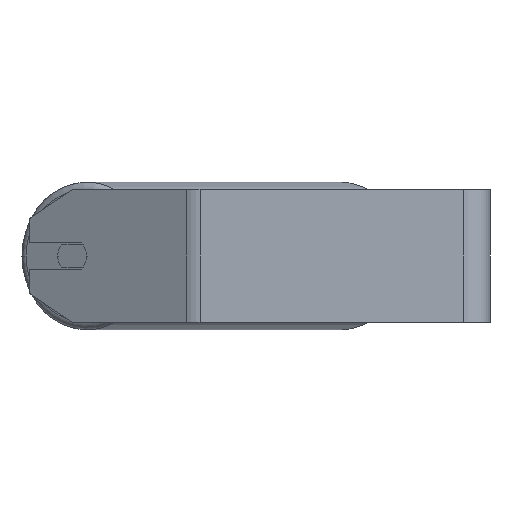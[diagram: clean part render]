
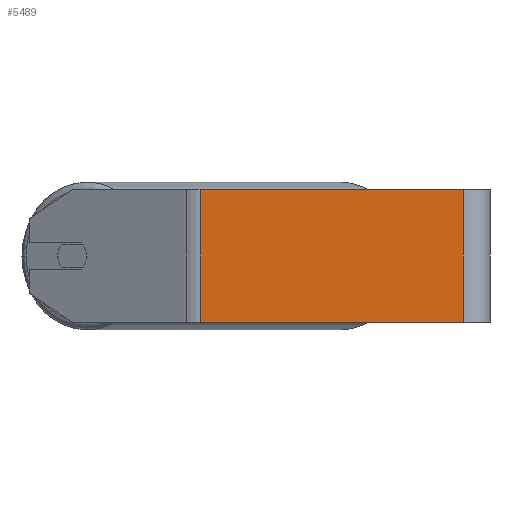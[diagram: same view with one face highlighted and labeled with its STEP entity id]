
A CAD part, left-side view. The second image highlights one B-rep face of the part: STEP entity #5489.
In plain terms, the highlighted planar face has unit normal (-1, 0, 0).
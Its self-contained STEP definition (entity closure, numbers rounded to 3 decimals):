
#200 = EDGE_CURVE ( 'NONE', #2332, #2663, #2543, .T. ) ;
#261 = DIRECTION ( 'NONE',  ( 0., 0., -1. ) ) ;
#708 = EDGE_CURVE ( 'NONE', #2663, #4221, #3285, .T. ) ;
#846 = CARTESIAN_POINT ( 'NONE',  ( -350., 174.679, -40. ) ) ;
#1252 = ORIENTED_EDGE ( 'NONE', *, *, #708, .T. ) ;
#1413 = CARTESIAN_POINT ( 'NONE',  ( -350., 178.966, 40. ) ) ;
#1679 = CARTESIAN_POINT ( 'NONE',  ( -350., 178.966, 40. ) ) ;
#1955 = FACE_OUTER_BOUND ( 'NONE', #4391, .T. ) ;
#2203 = DIRECTION ( 'NONE',  ( 0., -1., 0. ) ) ;
#2332 = VERTEX_POINT ( 'NONE', #6823 ) ;
#2468 = EDGE_CURVE ( 'NONE', #2332, #6007, #6470, .T. ) ;
#2481 = VECTOR ( 'NONE', #261, 1000. ) ;
#2539 = CARTESIAN_POINT ( 'NONE',  ( -350., 16., 40. ) ) ;
#2543 = LINE ( 'NONE', #6882, #3499 ) ;
#2646 = EDGE_CURVE ( 'NONE', #6007, #4221, #5094, .T. ) ;
#2663 = VERTEX_POINT ( 'NONE', #846 ) ;
#2711 = CARTESIAN_POINT ( 'NONE',  ( -350., 178.966, -40. ) ) ;
#2818 = VECTOR ( 'NONE', #2203, 1000. ) ;
#3046 = VECTOR ( 'NONE', #4375, 1000. ) ;
#3285 = LINE ( 'NONE', #2711, #3046 ) ;
#3445 = ORIENTED_EDGE ( 'NONE', *, *, #2646, .F. ) ;
#3483 = CARTESIAN_POINT ( 'NONE',  ( -350., 16., 40. ) ) ;
#3499 = VECTOR ( 'NONE', #5189, 1000. ) ;
#3574 = DIRECTION ( 'NONE',  ( 1., 0., 0. ) ) ;
#4221 = VERTEX_POINT ( 'NONE', #5017 ) ;
#4375 = DIRECTION ( 'NONE',  ( 0., -1., 0. ) ) ;
#4391 = EDGE_LOOP ( 'NONE', ( #1252, #3445, #5604, #4641 ) ) ;
#4641 = ORIENTED_EDGE ( 'NONE', *, *, #200, .T. ) ;
#4914 = AXIS2_PLACEMENT_3D ( 'NONE', #1413, #3574, #5188 ) ;
#5017 = CARTESIAN_POINT ( 'NONE',  ( -350., 16., -40. ) ) ;
#5094 = LINE ( 'NONE', #3483, #2481 ) ;
#5188 = DIRECTION ( 'NONE',  ( 0., 0., -1. ) ) ;
#5189 = DIRECTION ( 'NONE',  ( 0., 0., -1. ) ) ;
#5489 = ADVANCED_FACE ( 'NONE', ( #1955 ), #6253, .F. ) ;
#5604 = ORIENTED_EDGE ( 'NONE', *, *, #2468, .F. ) ;
#6007 = VERTEX_POINT ( 'NONE', #2539 ) ;
#6253 = PLANE ( 'NONE',  #4914 ) ;
#6470 = LINE ( 'NONE', #1679, #2818 ) ;
#6823 = CARTESIAN_POINT ( 'NONE',  ( -350., 174.679, 40. ) ) ;
#6882 = CARTESIAN_POINT ( 'NONE',  ( -350., 174.679, 40. ) ) ;
